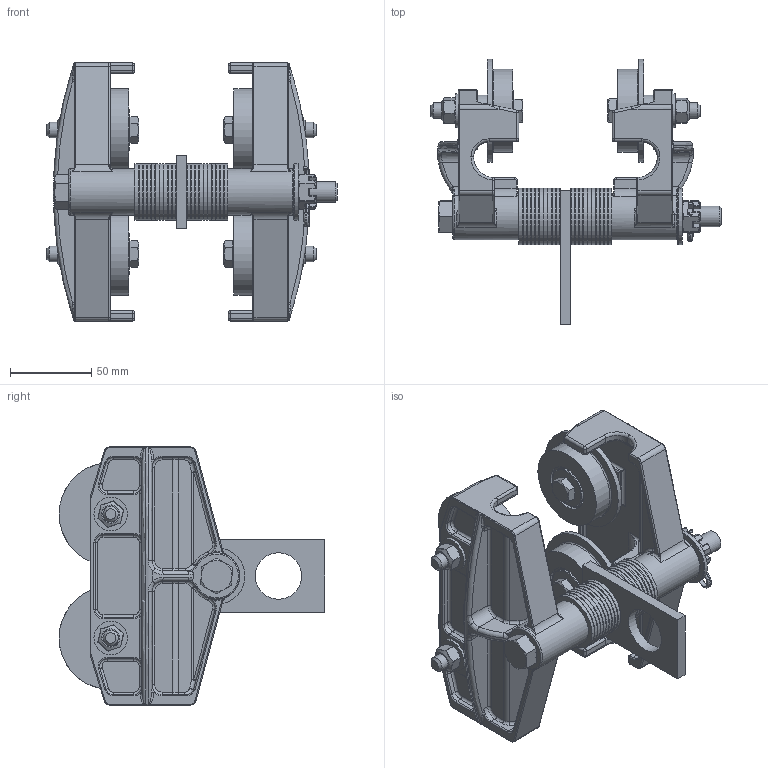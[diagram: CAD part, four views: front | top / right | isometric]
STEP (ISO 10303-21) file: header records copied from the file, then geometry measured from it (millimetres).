
FILE_DESCRIPTION((''),'2;1');
FILE_NAME('10210.stp','2009-10-16T07:19:05',('jholman'),(''),'Autodesk Inventor 2009','Autodesk Inventor 2009','');
FILE_SCHEMA(('AUTOMOTIVE_DESIGN { 1 0 10303 214 1 1 1 1 }'));
Length unit declared in the file: inch
Products named in the file (16): 3D11BXB4C; 3D11T5B4D; 3D11S8B4C; 3D10P3B4A; 3D11O3B4A; 3D11Y2B4A; Hex Bolt - UNC (Regular Thread - Inch) 1/2-13 UNC - 6.5; 3D11ZUD4B; 3D1107B4C; 3D11V6B4B; 3D1196B4A; 3D1153B4A; 3D11L3B4B; 3D11TVB4B; 3D11K3B4A; Hex Nut - UNC (Regular Thread - Inch) 3/8 - 16
Assembly tree (46 placements, depth 3):
  3D11BXB4C
    3D11T5B4D  x2
    3D11S8B4C
    3D10P3B4A  x21
    3D11O3B4A
    3D11Y2B4A
    Hex Bolt - UNC (Regular Thread - Inch) 1/2-13 UNC - 6.5
    3D11ZUD4B  x4
      3D1107B4C
      3D11V6B4B
      3D1196B4A
      3D1153B4A
      3D11L3B4B
      3D11TVB4B
      3D11K3B4A
    Hex Nut - UNC (Regular Thread - Inch) 3/8 - 16  x4
    3D1153B4A  x4
Bounding box: 178.77 x 163.51 x 158.75 mm (x, y, z)
Volume: 479595.2 mm3; surface area: 229009.2 mm2
Topology: 63 solids, 63 shells, 2097 faces, 4736 edges, 2607 vertices
Faces by surface type: cylinder 672, bspline 471, plane 428, torus 278, sphere 178, cone 70
Full cylindrical faces by diameter (mm): 9.525 x4, 9.922 x4, 12.7 x1, 13.081 x1, 14.288 x4, 19.05 x5, 23.622 x4, 25.4 x4, 28.575 x2, 28.6 x4, 28.626 x8, 30.404 x4, 34.925 x21, 50.8 x4, 63.5 x4
Entity records: 35675 total; most frequent: CARTESIAN_POINT 14208, DIRECTION 4542, ORIENTED_EDGE 4244, EDGE_CURVE 2122, AXIS2_PLACEMENT_3D 1956, VERTEX_POINT 1222, CIRCLE 1100, EDGE_LOOP 1068
